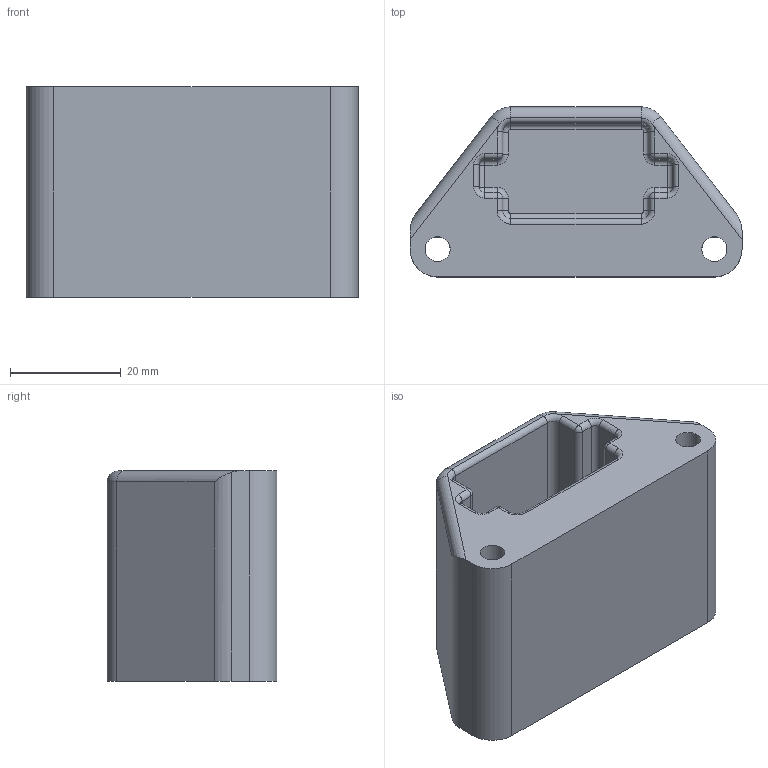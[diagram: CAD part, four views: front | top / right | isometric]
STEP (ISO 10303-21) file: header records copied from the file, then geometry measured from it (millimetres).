
FILE_DESCRIPTION(/* description */ (''),/* implementation_level */ '2;1');
FILE_NAME(/* name */ 'Cole''s Documents/Products/MaP/MaP-Website/plans/files/MaP-9V-Holder v8.step',/* time_stamp */ '2017-05-29T12:22:39-07:00',/* author */ (''),/* organization */ (''),/* preprocessor_version */ 'ST-DEVELOPER v16.13',/* originating_system */ 'Autodesk Translation Framework v6.1.1.50',/* authorisation */ '');
FILE_SCHEMA (('AUTOMOTIVE_DESIGN { 1 0 10303 214 3 1 1 }'));
Length unit declared in the file: millimetre
Products named in the file (1): MaP-9V-Holder v8
Bounding box: 60 x 30.7 x 38 mm (x, y, z)
Volume: 37945.6 mm3; surface area: 13188.1 mm2
Topology: 1 solids, 1 shells, 94 faces, 212 edges, 120 vertices
Faces by surface type: cylinder 47, plane 21, torus 14, sphere 8, bspline 4
Full cylindrical faces by diameter (mm): 4.496 x2
Entity records: 2643 total; most frequent: DIRECTION 500, CARTESIAN_POINT 467, ORIENTED_EDGE 420, EDGE_CURVE 210, AXIS2_PLACEMENT_3D 201, VERTEX_POINT 120, CIRCLE 108, EDGE_LOOP 100
